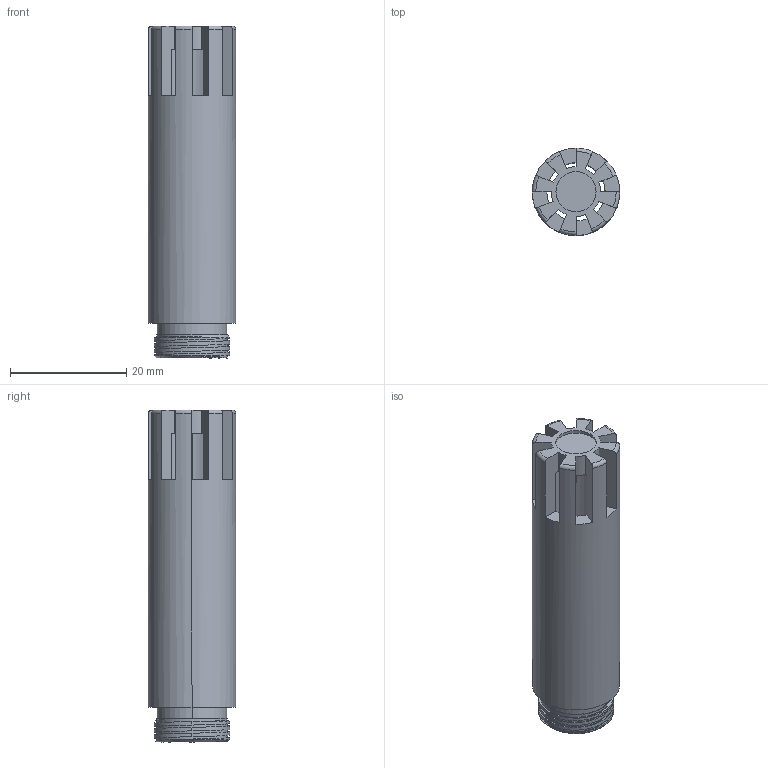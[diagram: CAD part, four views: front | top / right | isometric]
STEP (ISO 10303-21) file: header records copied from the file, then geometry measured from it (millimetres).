
FILE_DESCRIPTION (( 'STEP AP214' ), '1' );
FILE_NAME ('daucambien.STEP', '2020-08-29T04:22:32', ( '' ), ( '' ), 'SwSTEP 2.0', 'SolidWorks 2019', '' );
FILE_SCHEMA (( 'AUTOMOTIVE_DESIGN' ));
Length unit declared in the file: millimetre
Products named in the file (1): daucambien
Bounding box: 15 x 15 x 57 mm (x, y, z)
Volume: 4820.6 mm3; surface area: 5051.2 mm2
Topology: 1 solids, 1 shells, 76 faces, 245 edges, 160 vertices
Faces by surface type: plane 33, cylinder 27, torus 8, cone 5, bspline 3
Entity records: 4122 total; most frequent: CARTESIAN_POINT 1884, ORIENTED_EDGE 490, DIRECTION 461, EDGE_CURVE 245, AXIS2_PLACEMENT_3D 171, VERTEX_POINT 160, VECTOR 119, LINE 119
